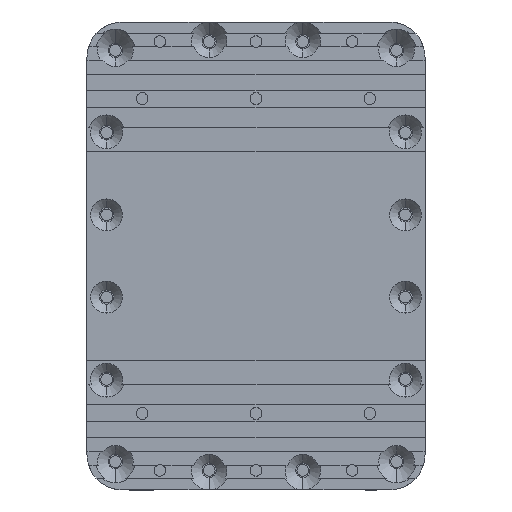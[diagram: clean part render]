
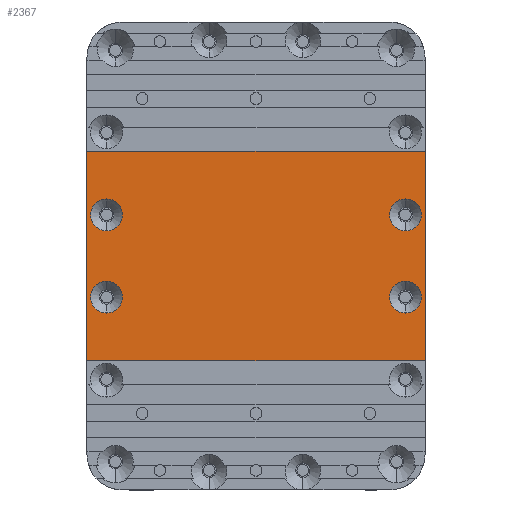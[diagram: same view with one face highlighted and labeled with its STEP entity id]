
A CAD part, front view. The second image highlights one B-rep face of the part: STEP entity #2367.
In plain terms, the highlighted planar face has unit normal (0, -1, 0).
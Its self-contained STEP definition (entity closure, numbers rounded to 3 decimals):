
#163 = DIRECTION ( 'NONE',  ( 0., 1., 0. ) ) ;
#207 = FACE_BOUND ( 'NONE', #8523, .T. ) ;
#291 = EDGE_CURVE ( 'NONE', #9192, #932, #2574, .T. ) ;
#458 = VECTOR ( 'NONE', #5345, 1000. ) ;
#609 = VERTEX_POINT ( 'NONE', #2227 ) ;
#932 = VERTEX_POINT ( 'NONE', #6015 ) ;
#953 = AXIS2_PLACEMENT_3D ( 'NONE', #3132, #1221, #7992 ) ;
#1018 = DIRECTION ( 'NONE',  ( 0., 1., 0. ) ) ;
#1041 = VERTEX_POINT ( 'NONE', #3140 ) ;
#1221 = DIRECTION ( 'NONE',  ( 0., 1., 0. ) ) ;
#1305 = CARTESIAN_POINT ( 'NONE',  ( 47.5, 4., 29.472 ) ) ;
#1824 = DIRECTION ( 'NONE',  ( 0., 0., -1. ) ) ;
#1959 = LINE ( 'NONE', #4715, #5134 ) ;
#2006 = ORIENTED_EDGE ( 'NONE', *, *, #11874, .T. ) ;
#2186 = AXIS2_PLACEMENT_3D ( 'NONE', #7049, #163, #10753 ) ;
#2194 = CARTESIAN_POINT ( 'NONE',  ( -42., 4., 11.55 ) ) ;
#2222 = DIRECTION ( 'NONE',  ( 0., 1., 0. ) ) ;
#2227 = CARTESIAN_POINT ( 'NONE',  ( 42., 4., 7.05 ) ) ;
#2261 = VERTEX_POINT ( 'NONE', #6793 ) ;
#2367 = ADVANCED_FACE ( 'NONE', ( #10874, #207, #10547, #5071, #8250 ), #8971, .F. ) ;
#2574 = CIRCLE ( 'NONE', #10999, 4.5 ) ;
#2679 = CIRCLE ( 'NONE', #2820, 4.5 ) ;
#2695 = CARTESIAN_POINT ( 'NONE',  ( 42., 4., -11.55 ) ) ;
#2777 = EDGE_CURVE ( 'NONE', #11312, #2261, #10629, .T. ) ;
#2820 = AXIS2_PLACEMENT_3D ( 'NONE', #10501, #7477, #4597 ) ;
#3132 = CARTESIAN_POINT ( 'NONE',  ( 42., 4., 11.55 ) ) ;
#3140 = CARTESIAN_POINT ( 'NONE',  ( 42., 4., 16.05 ) ) ;
#3150 = CARTESIAN_POINT ( 'NONE',  ( 47.5, 4., 29.472 ) ) ;
#3204 = AXIS2_PLACEMENT_3D ( 'NONE', #2194, #8975, #11804 ) ;
#3239 = VECTOR ( 'NONE', #11818, 1000. ) ;
#3753 = AXIS2_PLACEMENT_3D ( 'NONE', #3926, #3846, #1824 ) ;
#3846 = DIRECTION ( 'NONE',  ( 0., 1., 0. ) ) ;
#3849 = ORIENTED_EDGE ( 'NONE', *, *, #4310, .F. ) ;
#3926 = CARTESIAN_POINT ( 'NONE',  ( -42., 4., 11.55 ) ) ;
#3970 = CIRCLE ( 'NONE', #6836, 4.5 ) ;
#4114 = CARTESIAN_POINT ( 'NONE',  ( -42., 4., -11.55 ) ) ;
#4194 = EDGE_CURVE ( 'NONE', #9619, #11312, #9543, .T. ) ;
#4310 = EDGE_CURVE ( 'NONE', #4688, #9619, #1959, .T. ) ;
#4597 = DIRECTION ( 'NONE',  ( 0., 0., -1. ) ) ;
#4688 = VERTEX_POINT ( 'NONE', #6273 ) ;
#4715 = CARTESIAN_POINT ( 'NONE',  ( 47.5, 4., -29.472 ) ) ;
#5071 = FACE_BOUND ( 'NONE', #9697, .T. ) ;
#5098 = CARTESIAN_POINT ( 'NONE',  ( -42., 4., -11.55 ) ) ;
#5111 = ORIENTED_EDGE ( 'NONE', *, *, #8983, .T. ) ;
#5134 = VECTOR ( 'NONE', #12538, 1000. ) ;
#5302 = DIRECTION ( 'NONE',  ( 0., 0., -1. ) ) ;
#5345 = DIRECTION ( 'NONE',  ( 1., 0., 0. ) ) ;
#5457 = CIRCLE ( 'NONE', #3204, 4.5 ) ;
#5806 = EDGE_LOOP ( 'NONE', ( #3849, #6691, #7717, #11764 ) ) ;
#5960 = LINE ( 'NONE', #9676, #3239 ) ;
#6015 = CARTESIAN_POINT ( 'NONE',  ( -42., 4., -7.05 ) ) ;
#6273 = CARTESIAN_POINT ( 'NONE',  ( 47.5, 4., -29.472 ) ) ;
#6383 = CIRCLE ( 'NONE', #3753, 4.5 ) ;
#6442 = DIRECTION ( 'NONE',  ( 0., 0., 1. ) ) ;
#6528 = EDGE_CURVE ( 'NONE', #609, #1041, #10817, .T. ) ;
#6583 = DIRECTION ( 'NONE',  ( 0., 1., 0. ) ) ;
#6691 = ORIENTED_EDGE ( 'NONE', *, *, #8290, .F. ) ;
#6783 = EDGE_CURVE ( 'NONE', #9457, #7723, #9129, .T. ) ;
#6793 = CARTESIAN_POINT ( 'NONE',  ( 47.5, 4., 29.472 ) ) ;
#6819 = CARTESIAN_POINT ( 'NONE',  ( 42., 4., -16.05 ) ) ;
#6836 = AXIS2_PLACEMENT_3D ( 'NONE', #4114, #10985, #8000 ) ;
#7000 = ORIENTED_EDGE ( 'NONE', *, *, #12524, .T. ) ;
#7049 = CARTESIAN_POINT ( 'NONE',  ( 42., 4., 11.55 ) ) ;
#7194 = EDGE_CURVE ( 'NONE', #7723, #9457, #2679, .T. ) ;
#7368 = CIRCLE ( 'NONE', #2186, 4.5 ) ;
#7408 = ORIENTED_EDGE ( 'NONE', *, *, #291, .T. ) ;
#7477 = DIRECTION ( 'NONE',  ( 0., 1., 0. ) ) ;
#7562 = DIRECTION ( 'NONE',  ( 0., 0., -1. ) ) ;
#7717 = ORIENTED_EDGE ( 'NONE', *, *, #2777, .F. ) ;
#7723 = VERTEX_POINT ( 'NONE', #6819 ) ;
#7784 = CARTESIAN_POINT ( 'NONE',  ( 42., 4., -7.05 ) ) ;
#7806 = DIRECTION ( 'NONE',  ( 0., 0., 1. ) ) ;
#7992 = DIRECTION ( 'NONE',  ( 0., 0., -1. ) ) ;
#8000 = DIRECTION ( 'NONE',  ( 0., 0., -1. ) ) ;
#8026 = ORIENTED_EDGE ( 'NONE', *, *, #7194, .T. ) ;
#8250 = FACE_OUTER_BOUND ( 'NONE', #5806, .T. ) ;
#8290 = EDGE_CURVE ( 'NONE', #2261, #4688, #5960, .T. ) ;
#8378 = EDGE_LOOP ( 'NONE', ( #7000, #2006 ) ) ;
#8466 = VECTOR ( 'NONE', #6442, 1000. ) ;
#8523 = EDGE_LOOP ( 'NONE', ( #8026, #9006 ) ) ;
#8971 = PLANE ( 'NONE',  #10825 ) ;
#8975 = DIRECTION ( 'NONE',  ( 0., 1., 0. ) ) ;
#8983 = EDGE_CURVE ( 'NONE', #932, #9192, #3970, .T. ) ;
#9006 = ORIENTED_EDGE ( 'NONE', *, *, #6783, .T. ) ;
#9033 = CARTESIAN_POINT ( 'NONE',  ( -47.5, 4., -29.472 ) ) ;
#9129 = CIRCLE ( 'NONE', #11160, 4.5 ) ;
#9192 = VERTEX_POINT ( 'NONE', #12431 ) ;
#9266 = VERTEX_POINT ( 'NONE', #11349 ) ;
#9317 = CARTESIAN_POINT ( 'NONE',  ( -47.5, 4., 29.472 ) ) ;
#9457 = VERTEX_POINT ( 'NONE', #7784 ) ;
#9524 = CARTESIAN_POINT ( 'NONE',  ( -42., 4., 16.05 ) ) ;
#9543 = LINE ( 'NONE', #12328, #8466 ) ;
#9619 = VERTEX_POINT ( 'NONE', #9033 ) ;
#9676 = CARTESIAN_POINT ( 'NONE',  ( 47.5, 4., -55.75 ) ) ;
#9697 = EDGE_LOOP ( 'NONE', ( #7408, #5111 ) ) ;
#9787 = ORIENTED_EDGE ( 'NONE', *, *, #6528, .T. ) ;
#10330 = ORIENTED_EDGE ( 'NONE', *, *, #10440, .T. ) ;
#10440 = EDGE_CURVE ( 'NONE', #1041, #609, #7368, .T. ) ;
#10501 = CARTESIAN_POINT ( 'NONE',  ( 42., 4., -11.55 ) ) ;
#10547 = FACE_BOUND ( 'NONE', #11829, .T. ) ;
#10629 = LINE ( 'NONE', #1305, #458 ) ;
#10753 = DIRECTION ( 'NONE',  ( 0., 0., -1. ) ) ;
#10817 = CIRCLE ( 'NONE', #953, 4.5 ) ;
#10825 = AXIS2_PLACEMENT_3D ( 'NONE', #3150, #1018, #7806 ) ;
#10874 = FACE_BOUND ( 'NONE', #8378, .T. ) ;
#10985 = DIRECTION ( 'NONE',  ( 0., 1., 0. ) ) ;
#10999 = AXIS2_PLACEMENT_3D ( 'NONE', #5098, #2222, #5302 ) ;
#11160 = AXIS2_PLACEMENT_3D ( 'NONE', #2695, #6583, #7562 ) ;
#11312 = VERTEX_POINT ( 'NONE', #9317 ) ;
#11349 = CARTESIAN_POINT ( 'NONE',  ( -42., 4., 7.05 ) ) ;
#11764 = ORIENTED_EDGE ( 'NONE', *, *, #4194, .F. ) ;
#11804 = DIRECTION ( 'NONE',  ( 0., 0., -1. ) ) ;
#11818 = DIRECTION ( 'NONE',  ( 0., 0., -1. ) ) ;
#11829 = EDGE_LOOP ( 'NONE', ( #9787, #10330 ) ) ;
#11874 = EDGE_CURVE ( 'NONE', #12311, #9266, #6383, .T. ) ;
#12311 = VERTEX_POINT ( 'NONE', #9524 ) ;
#12328 = CARTESIAN_POINT ( 'NONE',  ( -47.5, 4., 55.75 ) ) ;
#12431 = CARTESIAN_POINT ( 'NONE',  ( -42., 4., -16.05 ) ) ;
#12524 = EDGE_CURVE ( 'NONE', #9266, #12311, #5457, .T. ) ;
#12538 = DIRECTION ( 'NONE',  ( -1., 0., 0. ) ) ;
